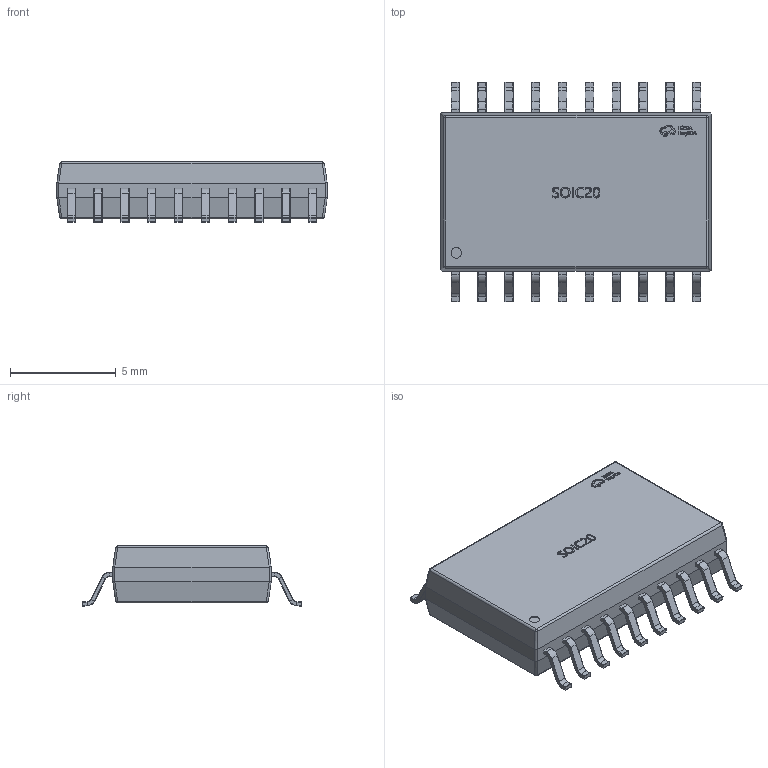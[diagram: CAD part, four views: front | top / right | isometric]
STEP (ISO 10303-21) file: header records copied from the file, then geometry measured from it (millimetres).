
FILE_DESCRIPTION (( 'STEP AP214' ), '1' );
FILE_NAME ('SOIC-20_L12.8-W7.5-H2.7-LS10.3-P1.27.step', '2022-07-26T09:12:02', ( '' ), ( '' ), 'SwSTEP 2.0', 'SolidWorks 2020', '' );
FILE_SCHEMA (( 'AUTOMOTIVE_DESIGN' ));
Length unit declared in the file: millimetre
Products named in the file (1): SOIC-20_L12.8-W7.5-H2.7-LS10.3-P1.27
Bounding box: 12.8 x 10.41 x 2.85 mm (x, y, z)
Volume: 256.6 mm3; surface area: 342.9 mm2
Topology: 34 solids, 34 shells, 1440 faces, 3204 edges, 1808 vertices
Faces by surface type: plane 574, cylinder 442, torus 160, bspline 156, sphere 108
Entity records: 58235 total; most frequent: CARTESIAN_POINT 11401, DIRECTION 6402, ORIENTED_EDGE 6248, EDGE_CURVE 3124, AXIS2_PLACEMENT_3D 2333, VERTEX_POINT 1768, VECTOR 1736, LINE 1736
